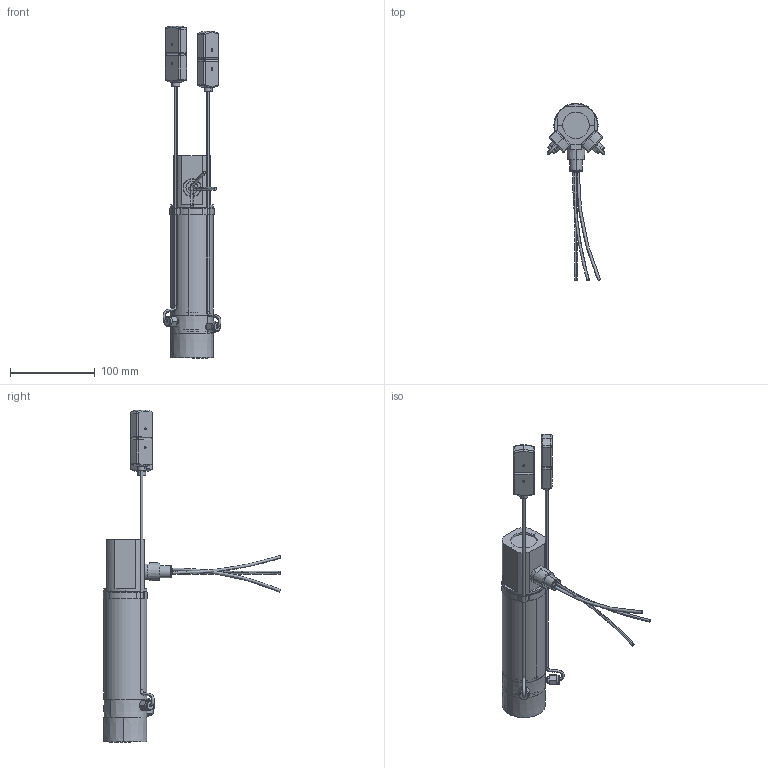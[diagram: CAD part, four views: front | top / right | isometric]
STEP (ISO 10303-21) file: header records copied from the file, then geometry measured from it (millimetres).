
FILE_DESCRIPTION (( 'STEP AP203' ), '1' );
FILE_NAME ('HT200-1CER-1F-1 1-4F-TF2 NOV2017 203.STEP', '2017-11-14T15:11:27', ( '' ), ( '' ), 'SwSTEP 2.0', 'SolidWorks 2017', '' );
FILE_SCHEMA (( 'CONFIG_CONTROL_DESIGN' ));
Length unit declared in the file: inch
Products named in the file (1): HT200-1CER-1F-1 1-4F-TF2 NOV2017 203
Bounding box: 68.51 x 209.62 x 392.4 mm (x, y, z)
Volume: 200381.5 mm3; surface area: 123713.3 mm2
Topology: 26 solids, 26 shells, 450 faces, 1030 edges, 620 vertices
Faces by surface type: cylinder 204, plane 124, bspline 66, cone 48, torus 8
Entity records: 15801 total; most frequent: CARTESIAN_POINT 5645, DIRECTION 2260, ORIENTED_EDGE 1996, EDGE_CURVE 998, AXIS2_PLACEMENT_3D 951, VERTEX_POINT 620, CIRCLE 566, EDGE_LOOP 510
